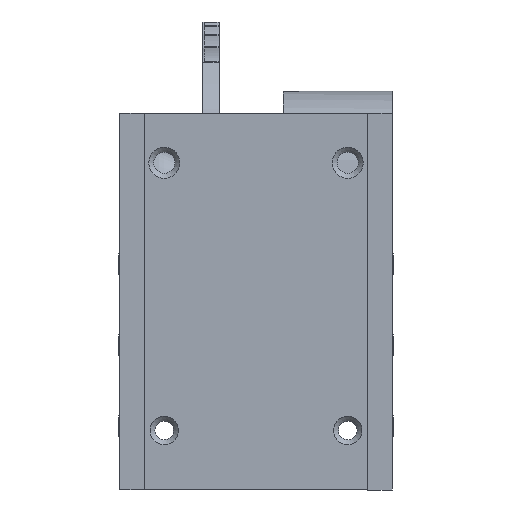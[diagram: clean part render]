
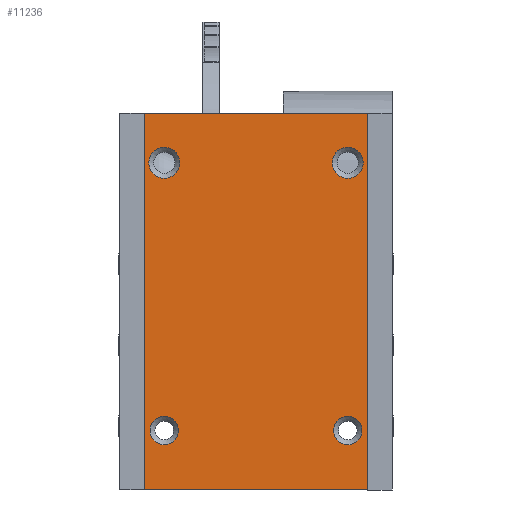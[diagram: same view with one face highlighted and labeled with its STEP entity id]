
A CAD part, front view. The second image highlights one B-rep face of the part: STEP entity #11236.
In plain terms, the highlighted planar face has unit normal (0, -1, 0).
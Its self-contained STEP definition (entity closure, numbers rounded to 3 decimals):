
#791=FACE_BOUND('',#1724,.T.);
#792=FACE_BOUND('',#1725,.T.);
#793=FACE_BOUND('',#1726,.T.);
#794=FACE_BOUND('',#1727,.T.);
#923=PLANE('',#12056);
#1120=FACE_OUTER_BOUND('',#1723,.T.);
#1723=EDGE_LOOP('',(#7725,#7726,#7727,#7728));
#1724=EDGE_LOOP('',(#7729));
#1725=EDGE_LOOP('',(#7730));
#1726=EDGE_LOOP('',(#7731));
#1727=EDGE_LOOP('',(#7732));
#2458=LINE('',#17173,#3273);
#2459=LINE('',#17175,#3274);
#2460=LINE('',#17177,#3275);
#2461=LINE('',#17178,#3276);
#3273=VECTOR('',#13497,10.);
#3274=VECTOR('',#13498,10.);
#3275=VECTOR('',#13499,10.);
#3276=VECTOR('',#13500,10.);
#4087=CIRCLE('',#12054,2.875);
#4089=CIRCLE('',#12057,2.875);
#4090=CIRCLE('',#12058,3.125);
#4091=CIRCLE('',#12059,3.125);
#4828=VERTEX_POINT('',#17165);
#4830=VERTEX_POINT('',#17171);
#4831=VERTEX_POINT('',#17172);
#4832=VERTEX_POINT('',#17174);
#4833=VERTEX_POINT('',#17176);
#4834=VERTEX_POINT('',#17179);
#4835=VERTEX_POINT('',#17181);
#4836=VERTEX_POINT('',#17183);
#5975=EDGE_CURVE('',#4828,#4828,#4087,.T.);
#5978=EDGE_CURVE('',#4830,#4831,#2458,.T.);
#5979=EDGE_CURVE('',#4832,#4831,#2459,.T.);
#5980=EDGE_CURVE('',#4833,#4832,#2460,.T.);
#5981=EDGE_CURVE('',#4830,#4833,#2461,.T.);
#5982=EDGE_CURVE('',#4834,#4834,#4089,.T.);
#5983=EDGE_CURVE('',#4835,#4835,#4090,.T.);
#5984=EDGE_CURVE('',#4836,#4836,#4091,.T.);
#7725=ORIENTED_EDGE('',*,*,#5978,.T.);
#7726=ORIENTED_EDGE('',*,*,#5979,.F.);
#7727=ORIENTED_EDGE('',*,*,#5980,.F.);
#7728=ORIENTED_EDGE('',*,*,#5981,.F.);
#7729=ORIENTED_EDGE('',*,*,#5982,.F.);
#7730=ORIENTED_EDGE('',*,*,#5983,.F.);
#7731=ORIENTED_EDGE('',*,*,#5984,.F.);
#7732=ORIENTED_EDGE('',*,*,#5975,.F.);
#11236=ADVANCED_FACE('',(#1120,#791,#792,#793,#794),#923,.T.);
#12054=AXIS2_PLACEMENT_3D('',#17166,#13490,#13491);
#12056=AXIS2_PLACEMENT_3D('',#17170,#13495,#13496);
#12057=AXIS2_PLACEMENT_3D('',#17180,#13501,#13502);
#12058=AXIS2_PLACEMENT_3D('',#17182,#13503,#13504);
#12059=AXIS2_PLACEMENT_3D('',#17184,#13505,#13506);
#13490=DIRECTION('center_axis',(0.,-1.,0.));
#13491=DIRECTION('ref_axis',(1.,0.,0.));
#13495=DIRECTION('center_axis',(0.,-1.,0.));
#13496=DIRECTION('ref_axis',(0.,0.,-1.));
#13497=DIRECTION('',(1.,0.,0.));
#13498=DIRECTION('',(0.,0.,-1.));
#13499=DIRECTION('',(1.,0.,0.));
#13500=DIRECTION('',(0.,0.,1.));
#13501=DIRECTION('center_axis',(0.,-1.,0.));
#13502=DIRECTION('ref_axis',(1.,0.,0.));
#13503=DIRECTION('center_axis',(0.,-1.,0.));
#13504=DIRECTION('ref_axis',(1.,0.,0.));
#13505=DIRECTION('center_axis',(0.,-1.,0.));
#13506=DIRECTION('ref_axis',(1.,0.,0.));
#17165=CARTESIAN_POINT('',(-21.375,0.,-64.));
#17166=CARTESIAN_POINT('Origin',(-18.5,0.,-64.));
#17170=CARTESIAN_POINT('Origin',(0.,0.,0.));
#17171=CARTESIAN_POINT('',(-22.5,0.,-76.));
#17172=CARTESIAN_POINT('',(22.5,0.,-76.));
#17173=CARTESIAN_POINT('',(0.,0.,-76.));
#17174=CARTESIAN_POINT('',(22.5,0.,0.));
#17175=CARTESIAN_POINT('',(22.5,0.,0.));
#17176=CARTESIAN_POINT('',(-22.5,0.,0.));
#17177=CARTESIAN_POINT('',(0.,0.,0.));
#17178=CARTESIAN_POINT('',(-22.5,0.,0.));
#17179=CARTESIAN_POINT('',(15.625,0.,-64.));
#17180=CARTESIAN_POINT('Origin',(18.5,0.,-64.));
#17181=CARTESIAN_POINT('',(15.375,0.,-10.));
#17182=CARTESIAN_POINT('Origin',(18.5,0.,-10.));
#17183=CARTESIAN_POINT('',(-21.625,0.,-10.));
#17184=CARTESIAN_POINT('Origin',(-18.5,0.,-10.));
